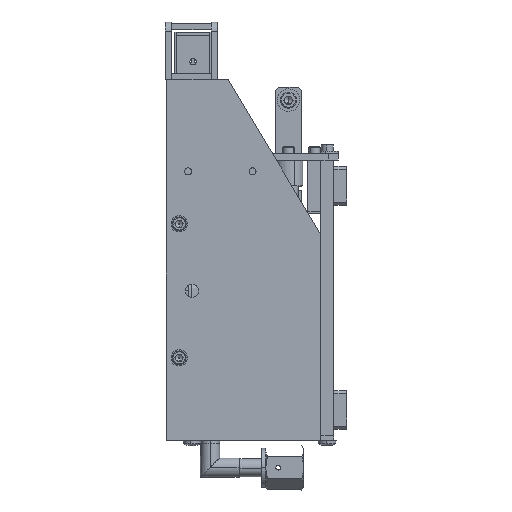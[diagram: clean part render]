
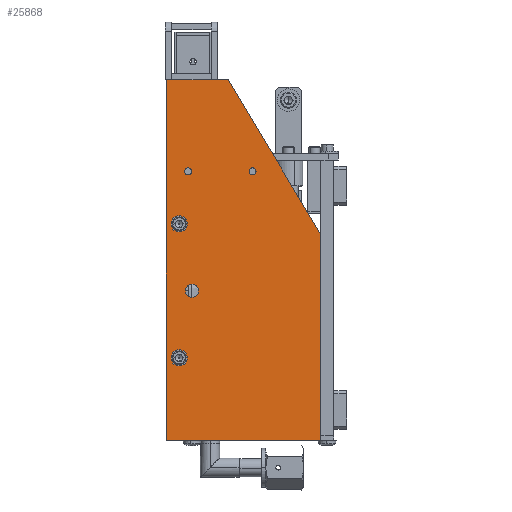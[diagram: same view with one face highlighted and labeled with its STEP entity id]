
A CAD part, left-side view. The second image highlights one B-rep face of the part: STEP entity #25868.
In plain terms, the highlighted planar face has unit normal (-1, 0, 0).
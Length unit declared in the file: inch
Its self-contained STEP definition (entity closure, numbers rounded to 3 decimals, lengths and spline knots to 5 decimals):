
#494 = CARTESIAN_POINT ( 'NONE',  ( -1.84308, 5.14498, -1.56171 ) ) ;
#798 = DIRECTION ( 'NONE',  ( -1., 0., 0. ) ) ;
#1460 = VERTEX_POINT ( 'NONE', #57128 ) ;
#1699 = FACE_BOUND ( 'NONE', #11298, .T. ) ;
#2544 = VECTOR ( 'NONE', #15738, 39.37008 ) ;
#2918 = DIRECTION ( 'NONE',  ( -1., 0., 0. ) ) ;
#3537 = VECTOR ( 'NONE', #36766, 39.37008 ) ;
#4144 = EDGE_CURVE ( 'NONE', #1460, #26977, #58921, .T. ) ;
#4658 = CARTESIAN_POINT ( 'NONE',  ( -1.84308, 4.86373, -2.86171 ) ) ;
#4899 = CARTESIAN_POINT ( 'NONE',  ( -1.84308, 4.98873, -4.16171 ) ) ;
#5817 = AXIS2_PLACEMENT_3D ( 'NONE', #4899, #44493, #10601 ) ;
#6399 = CARTESIAN_POINT ( 'NONE',  ( -1.84308, 4.81373, -0.54171 ) ) ;
#7139 = CARTESIAN_POINT ( 'NONE',  ( -1.84308, 4.73873, -2.86171 ) ) ;
#9842 = CARTESIAN_POINT ( 'NONE',  ( -1.84308, 5.23873, -5.76171 ) ) ;
#10423 = EDGE_CURVE ( 'NONE', #29683, #31566, #70108, .T. ) ;
#10601 = DIRECTION ( 'NONE',  ( 0., 1., 0. ) ) ;
#10790 = EDGE_CURVE ( 'NONE', #57775, #35797, #35371, .T. ) ;
#10800 = EDGE_CURVE ( 'NONE', #35797, #29683, #50513, .T. ) ;
#11298 = EDGE_LOOP ( 'NONE', ( #28218, #59607 ) ) ;
#11365 = CARTESIAN_POINT ( 'NONE',  ( -1.84308, 2.23873, -1.76171 ) ) ;
#11409 = CIRCLE ( 'NONE', #31828, 0.125 ) ;
#11464 = AXIS2_PLACEMENT_3D ( 'NONE', #21854, #61468, #27568 ) ;
#12070 = DIRECTION ( 'NONE',  ( -1., 0., 0. ) ) ;
#12086 = DIRECTION ( 'NONE',  ( 0., 1., 0. ) ) ;
#12286 = ORIENTED_EDGE ( 'NONE', *, *, #22417, .F. ) ;
#12476 = CIRCLE ( 'NONE', #13092, 0.068 ) ;
#12499 = ORIENTED_EDGE ( 'NONE', *, *, #4144, .F. ) ;
#12713 = CARTESIAN_POINT ( 'NONE',  ( -1.84308, 4.98873, -1.56171 ) ) ;
#12826 = DIRECTION ( 'NONE',  ( 0., 1., 0. ) ) ;
#13092 = AXIS2_PLACEMENT_3D ( 'NONE', #19644, #59308, #25325 ) ;
#14000 = VERTEX_POINT ( 'NONE', #37543 ) ;
#14605 = DIRECTION ( 'NONE',  ( 0., -0.514, -0.857 ) ) ;
#14862 = VERTEX_POINT ( 'NONE', #60285 ) ;
#14968 = FACE_BOUND ( 'NONE', #39922, .T. ) ;
#15215 = VERTEX_POINT ( 'NONE', #18636 ) ;
#15278 = CARTESIAN_POINT ( 'NONE',  ( -1.84308, 4.03873, 1.23829 ) ) ;
#15525 = CIRCLE ( 'NONE', #5817, 0.15625 ) ;
#15738 = DIRECTION ( 'NONE',  ( 0., 0., 1. ) ) ;
#15996 = PLANE ( 'NONE',  #11464 ) ;
#16551 = CARTESIAN_POINT ( 'NONE',  ( -1.84308, 4.98873, -1.56171 ) ) ;
#16637 = DIRECTION ( 'NONE',  ( 0., 0., -1. ) ) ;
#16742 = FACE_BOUND ( 'NONE', #56119, .T. ) ;
#17675 = CARTESIAN_POINT ( 'NONE',  ( -1.84308, 5.23873, 1.23829 ) ) ;
#18378 = DIRECTION ( 'NONE',  ( 0., 1., 0. ) ) ;
#18636 = CARTESIAN_POINT ( 'NONE',  ( -1.84308, 5.14498, -4.16171 ) ) ;
#19395 = CARTESIAN_POINT ( 'NONE',  ( -1.84308, 5.23873, -5.76171 ) ) ;
#19644 = CARTESIAN_POINT ( 'NONE',  ( -1.84308, 4.81373, -0.54171 ) ) ;
#19704 = CIRCLE ( 'NONE', #45478, 0.15625 ) ;
#20804 = AXIS2_PLACEMENT_3D ( 'NONE', #16551, #56157, #22223 ) ;
#21854 = CARTESIAN_POINT ( 'NONE',  ( -1.84308, 5.23873, 1.23829 ) ) ;
#22223 = DIRECTION ( 'NONE',  ( 0., 1., 0. ) ) ;
#22417 = EDGE_CURVE ( 'NONE', #31566, #45064, #31404, .T. ) ;
#24105 = EDGE_CURVE ( 'NONE', #15215, #45802, #66716, .T. ) ;
#24406 = EDGE_LOOP ( 'NONE', ( #53985, #58588 ) ) ;
#24541 = AXIS2_PLACEMENT_3D ( 'NONE', #6399, #45968, #12086 ) ;
#25037 = CARTESIAN_POINT ( 'NONE',  ( -1.84308, 2.23873, -5.76171 ) ) ;
#25325 = DIRECTION ( 'NONE',  ( 0., 1., 0. ) ) ;
#25701 = CARTESIAN_POINT ( 'NONE',  ( -1.84308, 5.23873, 1.23829 ) ) ;
#25868 = ADVANCED_FACE ( 'NONE', ( #45038, #1699, #16742, #29994, #14968, #73411 ), #15996, .F. ) ;
#26816 = EDGE_CURVE ( 'NONE', #45802, #15215, #15525, .T. ) ;
#26977 = VERTEX_POINT ( 'NONE', #34524 ) ;
#27463 = DIRECTION ( 'NONE',  ( -1., 0., 0. ) ) ;
#27568 = DIRECTION ( 'NONE',  ( 0., -1., 0. ) ) ;
#27881 = CARTESIAN_POINT ( 'NONE',  ( -1.84308, 4.88173, -0.54171 ) ) ;
#28218 = ORIENTED_EDGE ( 'NONE', *, *, #69703, .F. ) ;
#28596 = ORIENTED_EDGE ( 'NONE', *, *, #10423, .F. ) ;
#29683 = VERTEX_POINT ( 'NONE', #11365 ) ;
#29833 = EDGE_CURVE ( 'NONE', #14862, #68960, #31836, .T. ) ;
#29994 = FACE_BOUND ( 'NONE', #48202, .T. ) ;
#30053 = DIRECTION ( 'NONE',  ( 0., 1., 0. ) ) ;
#31404 = LINE ( 'NONE', #19395, #61532 ) ;
#31566 = VERTEX_POINT ( 'NONE', #25037 ) ;
#31828 = AXIS2_PLACEMENT_3D ( 'NONE', #45945, #12070, #51654 ) ;
#31836 = CIRCLE ( 'NONE', #44183, 0.125 ) ;
#34524 = CARTESIAN_POINT ( 'NONE',  ( -1.84308, 3.63173, -0.54171 ) ) ;
#34602 = CARTESIAN_POINT ( 'NONE',  ( -1.84308, 3.56373, -0.54171 ) ) ;
#34839 = CARTESIAN_POINT ( 'NONE',  ( -1.84308, 4.74573, -0.54171 ) ) ;
#35371 = LINE ( 'NONE', #25701, #3537 ) ;
#35797 = VERTEX_POINT ( 'NONE', #15278 ) ;
#36736 = CARTESIAN_POINT ( 'NONE',  ( -1.84308, 4.98873, -4.16171 ) ) ;
#36766 = DIRECTION ( 'NONE',  ( 0., -1., 0. ) ) ;
#37028 = CARTESIAN_POINT ( 'NONE',  ( -1.84308, 4.03873, 1.23829 ) ) ;
#37456 = EDGE_CURVE ( 'NONE', #26977, #1460, #72308, .T. ) ;
#37543 = CARTESIAN_POINT ( 'NONE',  ( -1.84308, 4.83248, -1.56171 ) ) ;
#39190 = CIRCLE ( 'NONE', #20804, 0.15625 ) ;
#39266 = EDGE_CURVE ( 'NONE', #42048, #55598, #12476, .T. ) ;
#39282 = ORIENTED_EDGE ( 'NONE', *, *, #10800, .F. ) ;
#39914 = VECTOR ( 'NONE', #16637, 39.37008 ) ;
#39922 = EDGE_LOOP ( 'NONE', ( #58432, #70154 ) ) ;
#40280 = DIRECTION ( 'NONE',  ( 0., 1., 0. ) ) ;
#40330 = CARTESIAN_POINT ( 'NONE',  ( -1.84308, 4.83248, -4.16171 ) ) ;
#42048 = VERTEX_POINT ( 'NONE', #34839 ) ;
#42362 = EDGE_CURVE ( 'NONE', #14000, #50053, #39190, .T. ) ;
#42490 = DIRECTION ( 'NONE',  ( 0., 1., 0. ) ) ;
#44183 = AXIS2_PLACEMENT_3D ( 'NONE', #7139, #46691, #12826 ) ;
#44493 = DIRECTION ( 'NONE',  ( -1., 0., 0. ) ) ;
#45038 = FACE_BOUND ( 'NONE', #24406, .T. ) ;
#45064 = VERTEX_POINT ( 'NONE', #9842 ) ;
#45478 = AXIS2_PLACEMENT_3D ( 'NONE', #12713, #52310, #18378 ) ;
#45802 = VERTEX_POINT ( 'NONE', #40330 ) ;
#45945 = CARTESIAN_POINT ( 'NONE',  ( -1.84308, 4.73873, -2.86171 ) ) ;
#45968 = DIRECTION ( 'NONE',  ( -1., 0., 0. ) ) ;
#46691 = DIRECTION ( 'NONE',  ( -1., 0., 0. ) ) ;
#46904 = VECTOR ( 'NONE', #14605, 39.37008 ) ;
#47160 = EDGE_CURVE ( 'NONE', #55598, #42048, #50535, .T. ) ;
#47451 = ORIENTED_EDGE ( 'NONE', *, *, #10790, .F. ) ;
#47654 = LINE ( 'NONE', #55295, #2544 ) ;
#48202 = EDGE_LOOP ( 'NONE', ( #61291, #12499 ) ) ;
#48229 = AXIS2_PLACEMENT_3D ( 'NONE', #36736, #2918, #42490 ) ;
#49884 = ORIENTED_EDGE ( 'NONE', *, *, #24105, .F. ) ;
#50053 = VERTEX_POINT ( 'NONE', #494 ) ;
#50130 = ORIENTED_EDGE ( 'NONE', *, *, #26816, .F. ) ;
#50513 = LINE ( 'NONE', #37028, #46904 ) ;
#50535 = CIRCLE ( 'NONE', #24541, 0.068 ) ;
#50917 = AXIS2_PLACEMENT_3D ( 'NONE', #61371, #27463, #67098 ) ;
#51654 = DIRECTION ( 'NONE',  ( 0., 1., 0. ) ) ;
#52310 = DIRECTION ( 'NONE',  ( -1., 0., 0. ) ) ;
#53985 = ORIENTED_EDGE ( 'NONE', *, *, #57181, .F. ) ;
#55295 = CARTESIAN_POINT ( 'NONE',  ( -1.84308, 5.23873, -5.76171 ) ) ;
#55598 = VERTEX_POINT ( 'NONE', #27881 ) ;
#56119 = EDGE_LOOP ( 'NONE', ( #49884, #50130 ) ) ;
#56157 = DIRECTION ( 'NONE',  ( -1., 0., 0. ) ) ;
#56258 = ORIENTED_EDGE ( 'NONE', *, *, #70955, .F. ) ;
#57128 = CARTESIAN_POINT ( 'NONE',  ( -1.84308, 3.49573, -0.54171 ) ) ;
#57181 = EDGE_CURVE ( 'NONE', #68960, #14862, #11409, .T. ) ;
#57775 = VERTEX_POINT ( 'NONE', #17675 ) ;
#58432 = ORIENTED_EDGE ( 'NONE', *, *, #47160, .F. ) ;
#58588 = ORIENTED_EDGE ( 'NONE', *, *, #29833, .F. ) ;
#58921 = CIRCLE ( 'NONE', #70512, 0.068 ) ;
#59308 = DIRECTION ( 'NONE',  ( -1., 0., 0. ) ) ;
#59607 = ORIENTED_EDGE ( 'NONE', *, *, #42362, .F. ) ;
#60285 = CARTESIAN_POINT ( 'NONE',  ( -1.84308, 4.61373, -2.86171 ) ) ;
#61291 = ORIENTED_EDGE ( 'NONE', *, *, #37456, .F. ) ;
#61371 = CARTESIAN_POINT ( 'NONE',  ( -1.84308, 3.56373, -0.54171 ) ) ;
#61468 = DIRECTION ( 'NONE',  ( 1., 0., 0. ) ) ;
#61532 = VECTOR ( 'NONE', #30053, 39.37008 ) ;
#66716 = CIRCLE ( 'NONE', #48229, 0.15625 ) ;
#67098 = DIRECTION ( 'NONE',  ( 0., 1., 0. ) ) ;
#67635 = CARTESIAN_POINT ( 'NONE',  ( -1.84308, 2.23873, -5.76171 ) ) ;
#68960 = VERTEX_POINT ( 'NONE', #4658 ) ;
#69703 = EDGE_CURVE ( 'NONE', #50053, #14000, #19704, .T. ) ;
#70108 = LINE ( 'NONE', #67635, #39914 ) ;
#70154 = ORIENTED_EDGE ( 'NONE', *, *, #39266, .F. ) ;
#70512 = AXIS2_PLACEMENT_3D ( 'NONE', #34602, #798, #40280 ) ;
#70955 = EDGE_CURVE ( 'NONE', #45064, #57775, #47654, .T. ) ;
#72308 = CIRCLE ( 'NONE', #50917, 0.068 ) ;
#73370 = EDGE_LOOP ( 'NONE', ( #56258, #12286, #28596, #39282, #47451 ) ) ;
#73411 = FACE_OUTER_BOUND ( 'NONE', #73370, .T. ) ;
